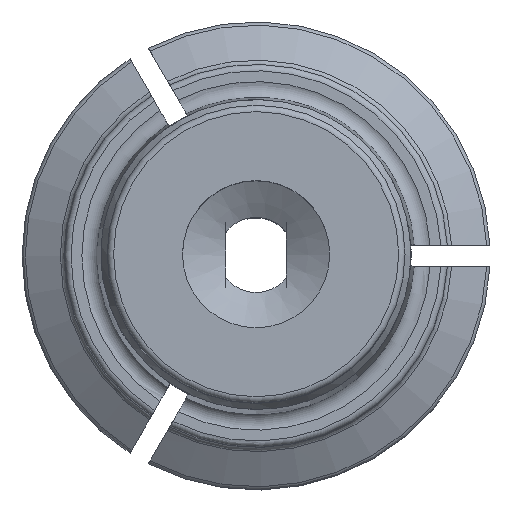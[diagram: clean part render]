
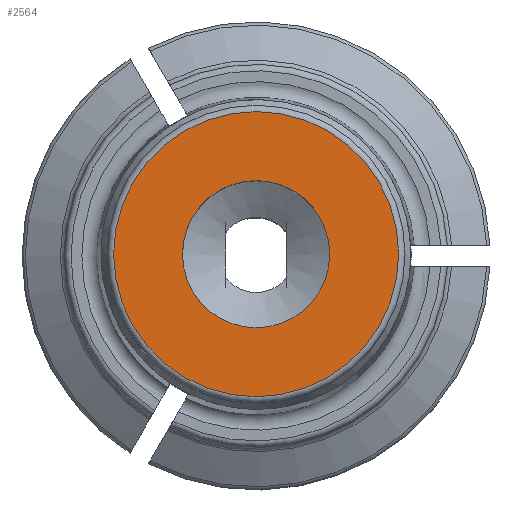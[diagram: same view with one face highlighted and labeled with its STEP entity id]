
A CAD part, top view. The second image highlights one B-rep face of the part: STEP entity #2564.
In plain terms, the highlighted planar face has unit normal (0, 0, 1).
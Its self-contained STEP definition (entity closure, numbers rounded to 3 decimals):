
#25=PLANE('',#2707);
#435=ORIENTED_EDGE('',*,*,#958,.T.);
#436=ORIENTED_EDGE('',*,*,#980,.T.);
#958=EDGE_CURVE('',#1231,#1231,#1387,.T.);
#980=EDGE_CURVE('',#1248,#1248,#1397,.T.);
#1231=VERTEX_POINT('',#3668);
#1248=VERTEX_POINT('',#3735);
#1387=CIRCLE('',#2690,6.7);
#1397=CIRCLE('',#2708,3.459);
#1517=EDGE_LOOP('',(#435));
#1518=EDGE_LOOP('',(#436));
#1647=FACE_BOUND('',#1517,.T.);
#1648=FACE_BOUND('',#1518,.T.);
#2564=ADVANCED_FACE('',(#1647,#1648),#25,.T.);
#2690=AXIS2_PLACEMENT_3D('',#3667,#2981,#2982);
#2707=AXIS2_PLACEMENT_3D('',#3733,#3021,#3022);
#2708=AXIS2_PLACEMENT_3D('',#3734,#3023,#3024);
#2981=DIRECTION('',(0.,0.,1.));
#2982=DIRECTION('',(1.,0.,0.));
#3021=DIRECTION('',(0.,0.,1.));
#3022=DIRECTION('',(1.,0.,0.));
#3023=DIRECTION('',(0.,0.,-1.));
#3024=DIRECTION('',(0.,-1.,0.));
#3667=CARTESIAN_POINT('',(0.,0.,50.5));
#3668=CARTESIAN_POINT('',(6.7,0.,50.5));
#3733=CARTESIAN_POINT('',(0.,0.,50.5));
#3734=CARTESIAN_POINT('',(0.,0.,50.5));
#3735=CARTESIAN_POINT('',(0.,-3.459,50.5));
